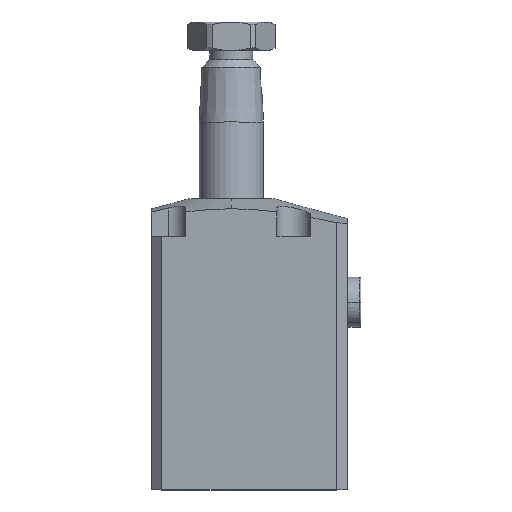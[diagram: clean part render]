
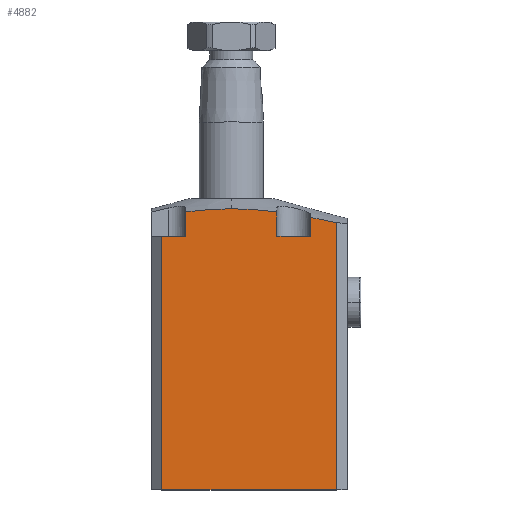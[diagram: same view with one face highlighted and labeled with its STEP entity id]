
A CAD part, top view. The second image highlights one B-rep face of the part: STEP entity #4882.
In plain terms, the highlighted planar face has unit normal (0, 0, 1).
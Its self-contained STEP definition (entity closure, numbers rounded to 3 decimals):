
#153 = ORIENTED_EDGE ( 'NONE', *, *, #4369, .T. ) ;
#160 = ORIENTED_EDGE ( 'NONE', *, *, #4392, .T. ) ;
#161 = ORIENTED_EDGE ( 'NONE', *, *, #4391, .F. ) ;
#245 = ORIENTED_EDGE ( 'NONE', *, *, #4389, .F. ) ;
#514 = ORIENTED_EDGE ( 'NONE', *, *, #4394, .T. ) ;
#515 = ORIENTED_EDGE ( 'NONE', *, *, #4395, .T. ) ;
#516 = ORIENTED_EDGE ( 'NONE', *, *, #4397, .F. ) ;
#517 = ORIENTED_EDGE ( 'NONE', *, *, #4398, .T. ) ;
#518 = ORIENTED_EDGE ( 'NONE', *, *, #4400, .T. ) ;
#519 = ORIENTED_EDGE ( 'NONE', *, *, #4402, .T. ) ;
#520 = ORIENTED_EDGE ( 'NONE', *, *, #4358, .T. ) ;
#767 = VECTOR ( 'NONE', #3867, 1000. ) ;
#769 = LINE ( 'NONE', #3853, #767 ) ;
#770 = VECTOR ( 'NONE', #3847, 1000. ) ;
#772 = VECTOR ( 'NONE', #3848, 1000. ) ;
#776 = VECTOR ( 'NONE', #3875, 1000. ) ;
#777 = LINE ( 'NONE', #3854, #772 ) ;
#779 = LINE ( 'NONE', #3873, #776 ) ;
#780 = VECTOR ( 'NONE', #3876, 1000. ) ;
#782 = VECTOR ( 'NONE', #3880, 1000. ) ;
#783 = LINE ( 'NONE', #3862, #770 ) ;
#786 = LINE ( 'NONE', #3896, #782 ) ;
#787 = VECTOR ( 'NONE', #3923, 1000. ) ;
#788 = LINE ( 'NONE', #3910, #780 ) ;
#789 = LINE ( 'NONE', #3926, #787 ) ;
#814 = VECTOR ( 'NONE', #1844, 1000. ) ;
#818 = LINE ( 'NONE', #1845, #814 ) ;
#1142 = EDGE_LOOP ( 'NONE', ( #245, #161, #160, #153, #514, #515, #516, #517, #518, #519, #520 ) ) ;
#1176 = VERTEX_POINT ( 'NONE', #2368 ) ;
#1202 = VERTEX_POINT ( 'NONE', #2337 ) ;
#1251 = VERTEX_POINT ( 'NONE', #2197 ) ;
#1254 = VERTEX_POINT ( 'NONE', #2192 ) ;
#1257 = VERTEX_POINT ( 'NONE', #2184 ) ;
#1261 = VERTEX_POINT ( 'NONE', #2176 ) ;
#1264 = VERTEX_POINT ( 'NONE', #2164 ) ;
#1266 = VERTEX_POINT ( 'NONE', #2162 ) ;
#1270 = VERTEX_POINT ( 'NONE', #2153 ) ;
#1313 = VERTEX_POINT ( 'NONE', #2054 ) ;
#1396 = VERTEX_POINT ( 'NONE', #2489 ) ;
#1733 = DIRECTION ( 'NONE',  ( -1., 0., 0. ) ) ;
#1735 = DIRECTION ( 'NONE',  ( 0., 0., -1. ) ) ;
#1738 = PLANE ( 'NONE',  #4107 ) ;
#1740 = CARTESIAN_POINT ( 'NONE',  ( -22.5, 81.5, 22.5 ) ) ;
#1844 = DIRECTION ( 'NONE',  ( 1., 0., 0. ) ) ;
#1845 = CARTESIAN_POINT ( 'NONE',  ( -22.5, 0., 22.5 ) ) ;
#1879 = CARTESIAN_POINT ( 'NONE',  ( -12.75, 77.786, 22.5 ) ) ;
#1880 = CARTESIAN_POINT ( 'NONE',  ( -10.637, 78.065, 22.5 ) ) ;
#1881 = CARTESIAN_POINT ( 'NONE',  ( -8.518, 78.292, 22.5 ) ) ;
#1882 = CARTESIAN_POINT ( 'NONE',  ( -5.33, 78.526, 22.5 ) ) ;
#1883 = CARTESIAN_POINT ( 'NONE',  ( -4.266, 78.586, 22.5 ) ) ;
#1886 = CARTESIAN_POINT ( 'NONE',  ( -2.134, 78.666, 22.5 ) ) ;
#1894 = CARTESIAN_POINT ( 'NONE',  ( 0., 78.687, 22.5 ) ) ;
#1895 = CARTESIAN_POINT ( 'NONE',  ( -1.064, 78.687, 22.5 ) ) ;
#2054 = CARTESIAN_POINT ( 'NONE',  ( 29.5, 74.774, 22.5 ) ) ;
#2153 = CARTESIAN_POINT ( 'NONE',  ( -19.5, 0., 22.5 ) ) ;
#2162 = CARTESIAN_POINT ( 'NONE',  ( -12.75, 71., 22.5 ) ) ;
#2164 = CARTESIAN_POINT ( 'NONE',  ( 0., 78.687, 22.5 ) ) ;
#2176 = CARTESIAN_POINT ( 'NONE',  ( 29.5, 0., 22.5 ) ) ;
#2184 = CARTESIAN_POINT ( 'NONE',  ( -19.5, 71., 22.5 ) ) ;
#2192 = CARTESIAN_POINT ( 'NONE',  ( -12.75, 77.786, 22.5 ) ) ;
#2197 = CARTESIAN_POINT ( 'NONE',  ( 12.75, 71., 22.5 ) ) ;
#2337 = CARTESIAN_POINT ( 'NONE',  ( 12.75, 77.786, 22.5 ) ) ;
#2368 = CARTESIAN_POINT ( 'NONE',  ( 22.25, 71., 22.5 ) ) ;
#2489 = CARTESIAN_POINT ( 'NONE',  ( 22.25, 76.237, 22.5 ) ) ;
#2655 = FACE_OUTER_BOUND ( 'NONE', #1142, .T. ) ;
#3809 = CARTESIAN_POINT ( 'NONE',  ( 8.545, 78.29, 22.5 ) ) ;
#3811 = CARTESIAN_POINT ( 'NONE',  ( 2.158, 78.687, 22.5 ) ) ;
#3812 = CARTESIAN_POINT ( 'NONE',  ( 4.298, 78.602, 22.5 ) ) ;
#3818 = CARTESIAN_POINT ( 'NONE',  ( 0., 78.687, 22.5 ) ) ;
#3837 = CARTESIAN_POINT ( 'NONE',  ( 10.653, 78.063, 22.5 ) ) ;
#3842 = CARTESIAN_POINT ( 'NONE',  ( 12.75, 77.786, 22.5 ) ) ;
#3847 = DIRECTION ( 'NONE',  ( -1., 0., 0. ) ) ;
#3848 = DIRECTION ( 'NONE',  ( 0., 1., 0. ) ) ;
#3853 = CARTESIAN_POINT ( 'NONE',  ( 12.75, 71., 22.5 ) ) ;
#3854 = CARTESIAN_POINT ( 'NONE',  ( 22.25, 71., 22.5 ) ) ;
#3862 = CARTESIAN_POINT ( 'NONE',  ( 22.25, 71., 22.5 ) ) ;
#3865 = CARTESIAN_POINT ( 'NONE',  ( 22.25, 76.237, 22.5 ) ) ;
#3867 = DIRECTION ( 'NONE',  ( 0., 1., 0. ) ) ;
#3873 = CARTESIAN_POINT ( 'NONE',  ( 29.5, 81.5, 22.5 ) ) ;
#3875 = DIRECTION ( 'NONE',  ( 0., 1., 0. ) ) ;
#3876 = DIRECTION ( 'NONE',  ( 0., -1., 0. ) ) ;
#3880 = DIRECTION ( 'NONE',  ( 1., 0., 0. ) ) ;
#3895 = CARTESIAN_POINT ( 'NONE',  ( 29.5, 74.774, 22.5 ) ) ;
#3896 = CARTESIAN_POINT ( 'NONE',  ( -12.75, 71., 22.5 ) ) ;
#3910 = CARTESIAN_POINT ( 'NONE',  ( -19.5, 81.5, 22.5 ) ) ;
#3923 = DIRECTION ( 'NONE',  ( 0., 1., 0. ) ) ;
#3924 = CARTESIAN_POINT ( 'NONE',  ( 27.089, 75.288, 22.5 ) ) ;
#3926 = CARTESIAN_POINT ( 'NONE',  ( -12.75, 57.211, 22.5 ) ) ;
#3947 = CARTESIAN_POINT ( 'NONE',  ( 24.673, 75.78, 22.5 ) ) ;
#4107 = AXIS2_PLACEMENT_3D ( 'NONE', #1740, #1735, #1733 ) ;
#4358 = EDGE_CURVE ( 'NONE', #1264, #1254, #4632, .T. ) ;
#4369 = EDGE_CURVE ( 'NONE', #1270, #1261, #818, .T. ) ;
#4389 = EDGE_CURVE ( 'NONE', #1266, #1254, #789, .T. ) ;
#4391 = EDGE_CURVE ( 'NONE', #1257, #1266, #786, .T. ) ;
#4392 = EDGE_CURVE ( 'NONE', #1257, #1270, #788, .T. ) ;
#4394 = EDGE_CURVE ( 'NONE', #1261, #1313, #779, .T. ) ;
#4395 = EDGE_CURVE ( 'NONE', #1313, #1396, #4615, .T. ) ;
#4397 = EDGE_CURVE ( 'NONE', #1176, #1396, #777, .T. ) ;
#4398 = EDGE_CURVE ( 'NONE', #1176, #1251, #783, .T. ) ;
#4400 = EDGE_CURVE ( 'NONE', #1251, #1202, #769, .T. ) ;
#4402 = EDGE_CURVE ( 'NONE', #1202, #1264, #4636, .T. ) ;
#4615 = B_SPLINE_CURVE_WITH_KNOTS ( 'NONE', 3,
 ( #3895, #3924, #3947, #3865 ),
 .UNSPECIFIED., .F., .F.,
 ( 4, 4 ),
 ( 0.097, 0.104 ),
 .UNSPECIFIED. ) ;
#4632 = B_SPLINE_CURVE_WITH_KNOTS ( 'NONE', 3,
 ( #1894, #1895, #1886, #1883, #1882, #1881, #1880, #1879 ),
 .UNSPECIFIED., .F., .F.,
 ( 4, 2, 2, 4 ),
 ( 0.126, 0.129, 0.133, 0.139 ),
 .UNSPECIFIED. ) ;
#4636 = B_SPLINE_CURVE_WITH_KNOTS ( 'NONE', 3,
 ( #3842, #3837, #3809, #3812, #3811, #3818 ),
 .UNSPECIFIED., .F., .F.,
 ( 4, 2, 4 ),
 ( 0.114, 0.12, 0.126 ),
 .UNSPECIFIED. ) ;
#4882 = ADVANCED_FACE ( 'NONE', ( #2655 ), #1738, .F. ) ;
